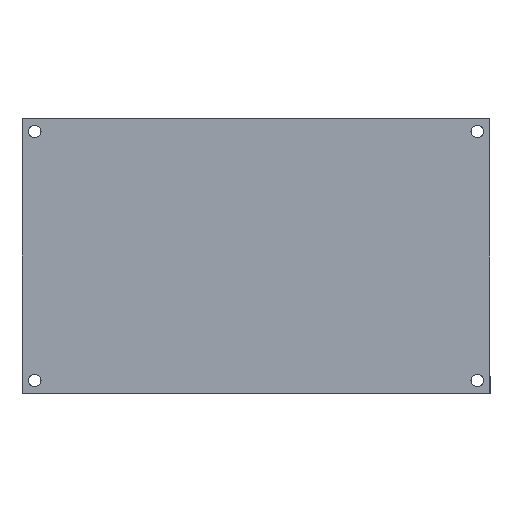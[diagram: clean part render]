
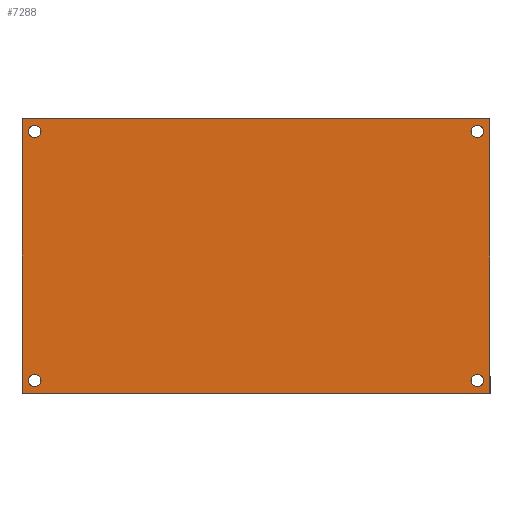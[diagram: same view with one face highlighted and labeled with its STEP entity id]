
A CAD part, front view. The second image highlights one B-rep face of the part: STEP entity #7288.
In plain terms, the highlighted planar face has unit normal (0, -1, 0).
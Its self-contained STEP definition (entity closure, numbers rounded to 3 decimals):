
#80=CIRCLE('',#7721,1.9);
#82=CIRCLE('',#7724,1.9);
#84=CIRCLE('',#7727,1.9);
#86=CIRCLE('',#7730,1.9);
#178=FACE_BOUND('',#978,.T.);
#179=FACE_BOUND('',#979,.T.);
#180=FACE_BOUND('',#980,.T.);
#181=FACE_BOUND('',#981,.T.);
#508=FACE_OUTER_BOUND('',#977,.T.);
#977=EDGE_LOOP('',(#6264,#6265,#6266,#6267));
#978=EDGE_LOOP('',(#6268));
#979=EDGE_LOOP('',(#6269));
#980=EDGE_LOOP('',(#6270));
#981=EDGE_LOOP('',(#6271));
#1844=LINE('',#11303,#2799);
#1848=LINE('',#11311,#2803);
#1851=LINE('',#11317,#2806);
#1854=LINE('',#11322,#2809);
#2799=VECTOR('',#9294,10.);
#2803=VECTOR('',#9300,10.);
#2806=VECTOR('',#9305,10.);
#2809=VECTOR('',#9310,10.);
#3508=VERTEX_POINT('',#11279);
#3510=VERTEX_POINT('',#11285);
#3512=VERTEX_POINT('',#11291);
#3514=VERTEX_POINT('',#11297);
#3515=VERTEX_POINT('',#11301);
#3516=VERTEX_POINT('',#11302);
#3519=VERTEX_POINT('',#11310);
#3521=VERTEX_POINT('',#11316);
#4434=EDGE_CURVE('',#3508,#3508,#80,.T.);
#4437=EDGE_CURVE('',#3510,#3510,#82,.T.);
#4440=EDGE_CURVE('',#3512,#3512,#84,.T.);
#4443=EDGE_CURVE('',#3514,#3514,#86,.T.);
#4444=EDGE_CURVE('',#3515,#3516,#1844,.T.);
#4448=EDGE_CURVE('',#3516,#3519,#1848,.T.);
#4451=EDGE_CURVE('',#3519,#3521,#1851,.T.);
#4454=EDGE_CURVE('',#3521,#3515,#1854,.T.);
#6264=ORIENTED_EDGE('',*,*,#4454,.T.);
#6265=ORIENTED_EDGE('',*,*,#4444,.T.);
#6266=ORIENTED_EDGE('',*,*,#4448,.T.);
#6267=ORIENTED_EDGE('',*,*,#4451,.T.);
#6268=ORIENTED_EDGE('',*,*,#4443,.F.);
#6269=ORIENTED_EDGE('',*,*,#4440,.F.);
#6270=ORIENTED_EDGE('',*,*,#4437,.F.);
#6271=ORIENTED_EDGE('',*,*,#4434,.F.);
#6894=PLANE('',#7736);
#7288=ADVANCED_FACE('',(#508,#178,#179,#180,#181),#6894,.F.);
#7721=AXIS2_PLACEMENT_3D('',#11281,#9269,#9270);
#7724=AXIS2_PLACEMENT_3D('',#11287,#9276,#9277);
#7727=AXIS2_PLACEMENT_3D('',#11293,#9283,#9284);
#7730=AXIS2_PLACEMENT_3D('',#11299,#9290,#9291);
#7736=AXIS2_PLACEMENT_3D('',#11326,#9315,#9316);
#9269=DIRECTION('center_axis',(0.,-1.,0.));
#9270=DIRECTION('ref_axis',(1.,0.,0.));
#9276=DIRECTION('center_axis',(0.,-1.,0.));
#9277=DIRECTION('ref_axis',(1.,0.,0.));
#9283=DIRECTION('center_axis',(0.,-1.,0.));
#9284=DIRECTION('ref_axis',(1.,0.,0.));
#9290=DIRECTION('center_axis',(0.,-1.,0.));
#9291=DIRECTION('ref_axis',(1.,0.,0.));
#9294=DIRECTION('',(0.,0.,-1.));
#9300=DIRECTION('',(1.,0.,0.));
#9305=DIRECTION('',(0.,0.,1.));
#9310=DIRECTION('',(-1.,0.,0.));
#9315=DIRECTION('center_axis',(0.,1.,0.));
#9316=DIRECTION('ref_axis',(1.,0.,0.));
#11279=CARTESIAN_POINT('',(2.,0.,80.));
#11281=CARTESIAN_POINT('Origin',(3.9,0.,80.));
#11285=CARTESIAN_POINT('',(137.2,0.,3.9));
#11287=CARTESIAN_POINT('Origin',(139.1,0.,3.9));
#11291=CARTESIAN_POINT('',(2.,0.,3.9));
#11293=CARTESIAN_POINT('Origin',(3.9,0.,3.9));
#11297=CARTESIAN_POINT('',(137.2,0.,80.));
#11299=CARTESIAN_POINT('Origin',(139.1,0.,80.));
#11301=CARTESIAN_POINT('',(0.,0.,83.9));
#11302=CARTESIAN_POINT('',(0.,0.,0.));
#11303=CARTESIAN_POINT('',(0.,0.,83.9));
#11310=CARTESIAN_POINT('',(143.,0.,0.));
#11311=CARTESIAN_POINT('',(0.,0.,0.));
#11316=CARTESIAN_POINT('',(143.,0.,83.9));
#11317=CARTESIAN_POINT('',(143.,0.,0.));
#11322=CARTESIAN_POINT('',(143.,0.,83.9));
#11326=CARTESIAN_POINT('Origin',(71.5,0.,41.95));
